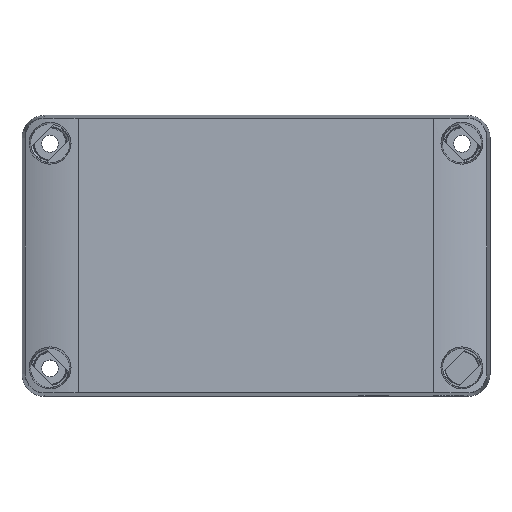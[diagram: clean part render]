
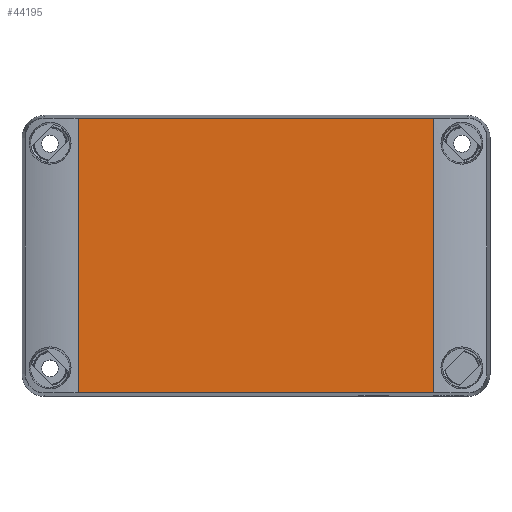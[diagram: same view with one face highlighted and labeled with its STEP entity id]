
A CAD part, top view. The second image highlights one B-rep face of the part: STEP entity #44195.
In plain terms, the highlighted planar face has unit normal (0, 0, 1).
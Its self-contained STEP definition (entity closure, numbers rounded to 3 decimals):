
#40808=DIRECTION('',(1.,0.,0.));
#40809=VECTOR('',#40808,95.);
#40810=CARTESIAN_POINT('',(-47.5,-36.627,50.));
#40811=LINE('',#40810,#40809);
#40969=DIRECTION('',(0.,1.,0.));
#40970=VECTOR('',#40969,73.254);
#40971=CARTESIAN_POINT('',(47.5,-36.627,50.));
#40972=LINE('',#40971,#40970);
#41070=DIRECTION('',(1.,0.,0.));
#41071=VECTOR('',#41070,95.);
#41072=CARTESIAN_POINT('',(-47.5,36.627,50.));
#41073=LINE('',#41072,#41071);
#41083=DIRECTION('',(0.,1.,0.));
#41084=VECTOR('',#41083,73.254);
#41085=CARTESIAN_POINT('',(-47.5,-36.627,50.));
#41086=LINE('',#41085,#41084);
#43717=CARTESIAN_POINT('',(-47.5,-36.627,50.));
#43718=CARTESIAN_POINT('',(47.5,-36.627,50.));
#43719=VERTEX_POINT('',#43717);
#43720=VERTEX_POINT('',#43718);
#43721=CARTESIAN_POINT('',(-47.5,36.627,50.));
#43722=CARTESIAN_POINT('',(47.5,36.627,50.));
#43723=VERTEX_POINT('',#43721);
#43724=VERTEX_POINT('',#43722);
#44183=CARTESIAN_POINT('',(-47.5,-37.5,50.));
#44184=DIRECTION('',(0.,0.,1.));
#44185=DIRECTION('',(1.,0.,0.));
#44186=AXIS2_PLACEMENT_3D('',#44183,#44184,#44185);
#44187=PLANE('',#44186);
#44188=ORIENTED_EDGE('',*,*,#44052,.F.);
#44190=ORIENTED_EDGE('',*,*,#44189,.T.);
#44191=ORIENTED_EDGE('',*,*,#44172,.T.);
#44192=ORIENTED_EDGE('',*,*,#44131,.F.);
#44193=EDGE_LOOP('',(#44188,#44190,#44191,#44192));
#44194=FACE_OUTER_BOUND('',#44193,.F.);
#44195=ADVANCED_FACE('',(#44194),#44187,.T.);
#44052=EDGE_CURVE('',#43719,#43720,#40811,.T.);
#44131=EDGE_CURVE('',#43720,#43724,#40972,.T.);
#44172=EDGE_CURVE('',#43723,#43724,#41073,.T.);
#44189=EDGE_CURVE('',#43719,#43723,#41086,.T.);
